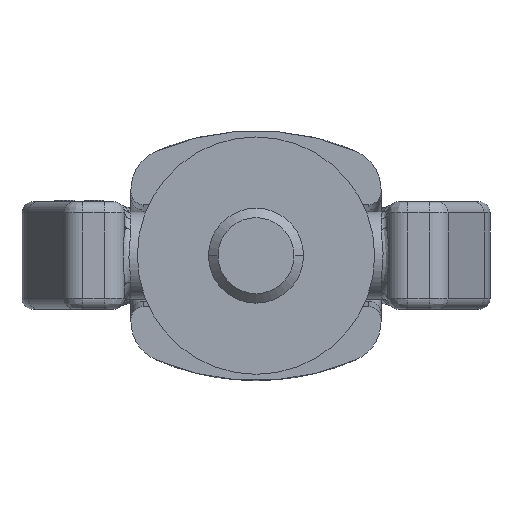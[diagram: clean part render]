
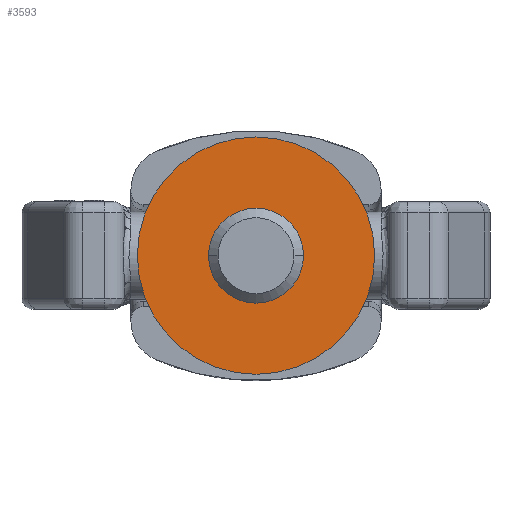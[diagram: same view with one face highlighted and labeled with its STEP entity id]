
A CAD part, front view. The second image highlights one B-rep face of the part: STEP entity #3593.
In plain terms, the highlighted planar face has unit normal (0, -1, 0).
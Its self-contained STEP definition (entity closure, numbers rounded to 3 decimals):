
#3342=CARTESIAN_POINT('',(0.,-13.25,0.));
#3343=DIRECTION('',(0.,1.,0.));
#3344=DIRECTION('',(1.,0.,0.));
#3345=AXIS2_PLACEMENT_3D('',#3342,#3343,#3344);
#3347=CARTESIAN_POINT('',(0.,-13.25,0.));
#3348=DIRECTION('',(0.,-1.,0.));
#3349=DIRECTION('',(1.,0.,0.));
#3350=AXIS2_PLACEMENT_3D('',#3347,#3348,#3349);
#3352=CARTESIAN_POINT('',(0.,-13.25,0.));
#3353=DIRECTION('',(0.,1.,0.));
#3354=DIRECTION('',(1.,0.,0.));
#3355=AXIS2_PLACEMENT_3D('',#3352,#3353,#3354);
#3357=CARTESIAN_POINT('',(0.,-13.25,0.));
#3358=DIRECTION('',(0.,-1.,0.));
#3359=DIRECTION('',(1.,0.,0.));
#3360=AXIS2_PLACEMENT_3D('',#3357,#3358,#3359);
#3381=CARTESIAN_POINT('',(15.,-13.25,0.));
#3383=VERTEX_POINT('',#3381);
#3384=CARTESIAN_POINT('',(37.5,-13.25,0.));
#3386=VERTEX_POINT('',#3384);
#3399=CARTESIAN_POINT('',(-15.,-13.25,0.));
#3401=VERTEX_POINT('',#3399);
#3402=CARTESIAN_POINT('',(-37.5,-13.25,0.));
#3404=VERTEX_POINT('',#3402);
#3578=CARTESIAN_POINT('',(0.,-13.25,0.));
#3579=DIRECTION('',(0.,-1.,0.));
#3580=DIRECTION('',(-1.,0.,0.));
#3581=AXIS2_PLACEMENT_3D('',#3578,#3579,#3580);
#3582=PLANE('',#3581);
#3583=ORIENTED_EDGE('',*,*,#3571,.F.);
#3584=ORIENTED_EDGE('',*,*,#3560,.T.);
#3585=EDGE_LOOP('',(#3583,#3584));
#3586=FACE_OUTER_BOUND('',#3585,.F.);
#3588=ORIENTED_EDGE('',*,*,#3587,.F.);
#3590=ORIENTED_EDGE('',*,*,#3589,.T.);
#3591=EDGE_LOOP('',(#3588,#3590));
#3592=FACE_BOUND('',#3591,.F.);
#3593=ADVANCED_FACE('',(#3586,#3592),#3582,.T.);
#3346=CIRCLE('',#3345,37.5);
#3351=CIRCLE('',#3350,37.5);
#3356=CIRCLE('',#3355,15.);
#3361=CIRCLE('',#3360,15.);
#3560=EDGE_CURVE('',#3386,#3404,#3346,.T.);
#3571=EDGE_CURVE('',#3386,#3404,#3351,.T.);
#3587=EDGE_CURVE('',#3383,#3401,#3356,.T.);
#3589=EDGE_CURVE('',#3383,#3401,#3361,.T.);
